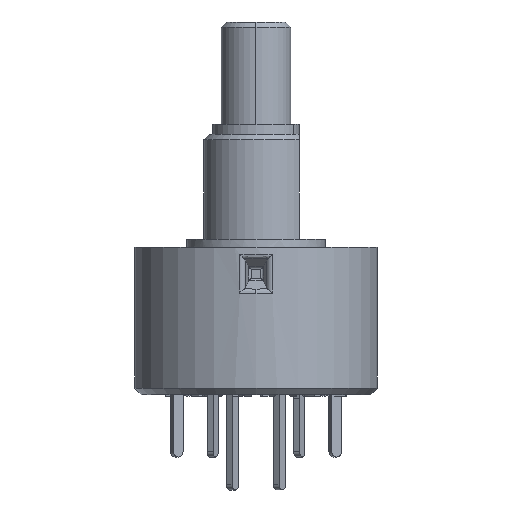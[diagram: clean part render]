
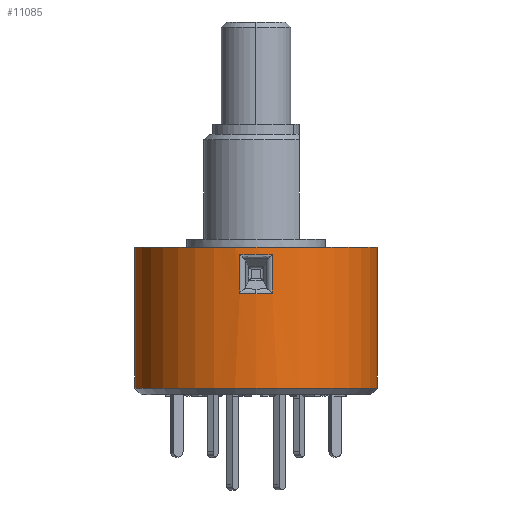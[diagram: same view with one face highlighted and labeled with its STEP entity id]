
A CAD part, left-side view. The second image highlights one B-rep face of the part: STEP entity #11085.
In plain terms, the highlighted cylindrical face has radius 7 mm (diameter 14 mm), a partial arc.
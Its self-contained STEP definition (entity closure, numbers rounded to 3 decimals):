
#40 = DIRECTION ( 'NONE',  ( 0., -1., 0. ) ) ;
#99 = CARTESIAN_POINT ( 'NONE',  ( 0., -7., -0.45 ) ) ;
#143 = CARTESIAN_POINT ( 'NONE',  ( 0., 0., -0.45 ) ) ;
#1295 = VERTEX_POINT ( 'NONE', #8188 ) ;
#1499 = VECTOR ( 'NONE', #6387, 1000. ) ;
#1838 = CARTESIAN_POINT ( 'NONE',  ( -6.979, 0.627, -3.117 ) ) ;
#2168 = CARTESIAN_POINT ( 'NONE',  ( 0., 7., -8.574 ) ) ;
#2222 = CARTESIAN_POINT ( 'NONE',  ( 0., 7., -0.45 ) ) ;
#2366 = AXIS2_PLACEMENT_3D ( 'NONE', #143, #2638, #2959 ) ;
#2536 =( BOUNDED_CURVE ( )  B_SPLINE_CURVE ( 3, ( #5334, #13974, #8858, #15136 ),
 .UNSPECIFIED., .F., .T. ) 
 B_SPLINE_CURVE_WITH_KNOTS ( ( 4, 4 ),
 ( 6.149, 6.283 ),
 .UNSPECIFIED. ) 
 CURVE ( )  GEOMETRIC_REPRESENTATION_ITEM ( )  RATIONAL_B_SPLINE_CURVE ( ( 1., 0.998, 0.998, 1. ) ) 
 REPRESENTATION_ITEM ( '' )  );
#2556 = CARTESIAN_POINT ( 'NONE',  ( -7., 0., -3.129 ) ) ;
#2638 = DIRECTION ( 'NONE',  ( 0., 0., -1. ) ) ;
#2916 = ORIENTED_EDGE ( 'NONE', *, *, #5269, .T. ) ;
#2959 = DIRECTION ( 'NONE',  ( 0., 1., 0. ) ) ;
#3157 = LINE ( 'NONE', #7660, #15506 ) ;
#3187 = EDGE_CURVE ( 'NONE', #9087, #11428, #5589, .T. ) ;
#3255 = ORIENTED_EDGE ( 'NONE', *, *, #3702, .T. ) ;
#3415 = FACE_OUTER_BOUND ( 'NONE', #11878, .T. ) ;
#3702 = EDGE_CURVE ( 'NONE', #9087, #5111, #15189, .T. ) ;
#3822 = EDGE_CURVE ( 'NONE', #9564, #8312, #6507, .T. ) ;
#4109 = DIRECTION ( 'NONE',  ( 0., 0., 1. ) ) ;
#4150 = CARTESIAN_POINT ( 'NONE',  ( -7., 0.314, -3.129 ) ) ;
#4464 = ORIENTED_EDGE ( 'NONE', *, *, #7597, .T. ) ;
#4480 = ORIENTED_EDGE ( 'NONE', *, *, #12269, .F. ) ;
#4598 = CARTESIAN_POINT ( 'NONE',  ( 0., -7., -8.574 ) ) ;
#4782 =( BOUNDED_CURVE ( )  B_SPLINE_CURVE ( 3, ( #6003, #5942, #12261, #7242 ),
 .UNSPECIFIED., .F., .T. ) 
 B_SPLINE_CURVE_WITH_KNOTS ( ( 4, 4 ),
 ( 3.007, 3.276 ),
 .UNSPECIFIED. ) 
 CURVE ( )  GEOMETRIC_REPRESENTATION_ITEM ( )  RATIONAL_B_SPLINE_CURVE ( ( 1., 0.994, 0.994, 1. ) ) 
 REPRESENTATION_ITEM ( '' )  );
#5111 = VERTEX_POINT ( 'NONE', #2168 ) ;
#5269 = EDGE_CURVE ( 'NONE', #5111, #15080, #8352, .T. ) ;
#5334 = CARTESIAN_POINT ( 'NONE',  ( -6.937, -0.938, -3.094 ) ) ;
#5357 = CARTESIAN_POINT ( 'NONE',  ( -6.937, 0.938, -0.45 ) ) ;
#5589 = CIRCLE ( 'NONE', #12567, 7. ) ;
#5942 = CARTESIAN_POINT ( 'NONE',  ( -7.021, 0.315, -0.841 ) ) ;
#6003 = CARTESIAN_POINT ( 'NONE',  ( -6.937, 0.938, -0.888 ) ) ;
#6196 = ORIENTED_EDGE ( 'NONE', *, *, #3822, .T. ) ;
#6387 = DIRECTION ( 'NONE',  ( 0., 0., -1. ) ) ;
#6507 = LINE ( 'NONE', #5357, #12882 ) ;
#6530 = ORIENTED_EDGE ( 'NONE', *, *, #15866, .T. ) ;
#6776 = ORIENTED_EDGE ( 'NONE', *, *, #3187, .F. ) ;
#6930 = CARTESIAN_POINT ( 'NONE',  ( 0., 0., -0.45 ) ) ;
#7242 = CARTESIAN_POINT ( 'NONE',  ( -6.937, -0.938, -0.888 ) ) ;
#7597 = EDGE_CURVE ( 'NONE', #12768, #13427, #2536, .T. ) ;
#7660 = CARTESIAN_POINT ( 'NONE',  ( -6.937, -0.938, -0.45 ) ) ;
#8094 = DIRECTION ( 'NONE',  ( 0., 0., 1. ) ) ;
#8188 = CARTESIAN_POINT ( 'NONE',  ( -6.937, -0.938, -0.888 ) ) ;
#8312 = VERTEX_POINT ( 'NONE', #13084 ) ;
#8352 = CIRCLE ( 'NONE', #15114, 7. ) ;
#8782 = CYLINDRICAL_SURFACE ( 'NONE', #2366, 7. ) ;
#8858 = CARTESIAN_POINT ( 'NONE',  ( -7., -0.314, -3.129 ) ) ;
#9087 = VERTEX_POINT ( 'NONE', #9654 ) ;
#9564 = VERTEX_POINT ( 'NONE', #15643 ) ;
#9654 = CARTESIAN_POINT ( 'NONE',  ( 0., 7., -0.45 ) ) ;
#10025 = ORIENTED_EDGE ( 'NONE', *, *, #11515, .T. ) ;
#10465 = CARTESIAN_POINT ( 'NONE',  ( -7., 0., -3.129 ) ) ;
#11085 = ADVANCED_FACE ( 'NONE', ( #3415, #15577 ), #8782, .T. ) ;
#11236 = DIRECTION ( 'NONE',  ( 0., 0., -1. ) ) ;
#11344 = LINE ( 'NONE', #99, #1499 ) ;
#11428 = VERTEX_POINT ( 'NONE', #15585 ) ;
#11515 = EDGE_CURVE ( 'NONE', #8312, #1295, #4782, .T. ) ;
#11552 = ORIENTED_EDGE ( 'NONE', *, *, #12859, .T. ) ;
#11878 = EDGE_LOOP ( 'NONE', ( #4480, #6776, #3255, #2916 ) ) ;
#12261 = CARTESIAN_POINT ( 'NONE',  ( -7.021, -0.315, -0.841 ) ) ;
#12269 = EDGE_CURVE ( 'NONE', #11428, #15080, #11344, .T. ) ;
#12567 = AXIS2_PLACEMENT_3D ( 'NONE', #6930, #8094, #15541 ) ;
#12768 = VERTEX_POINT ( 'NONE', #13774 ) ;
#12859 = EDGE_CURVE ( 'NONE', #13427, #9564, #15874, .T. ) ;
#12882 = VECTOR ( 'NONE', #4109, 1000. ) ;
#13084 = CARTESIAN_POINT ( 'NONE',  ( -6.937, 0.938, -0.888 ) ) ;
#13427 = VERTEX_POINT ( 'NONE', #2556 ) ;
#13774 = CARTESIAN_POINT ( 'NONE',  ( -6.937, -0.938, -3.094 ) ) ;
#13974 = CARTESIAN_POINT ( 'NONE',  ( -6.979, -0.627, -3.117 ) ) ;
#14147 = CARTESIAN_POINT ( 'NONE',  ( -6.937, 0.938, -3.094 ) ) ;
#14434 = VECTOR ( 'NONE', #14601, 1000. ) ;
#14601 = DIRECTION ( 'NONE',  ( 0., 0., -1. ) ) ;
#14746 = DIRECTION ( 'NONE',  ( 0., 0., 1. ) ) ;
#14839 = CARTESIAN_POINT ( 'NONE',  ( 0., 0., -8.574 ) ) ;
#15080 = VERTEX_POINT ( 'NONE', #4598 ) ;
#15114 = AXIS2_PLACEMENT_3D ( 'NONE', #14839, #14746, #40 ) ;
#15136 = CARTESIAN_POINT ( 'NONE',  ( -7., 0., -3.129 ) ) ;
#15189 = LINE ( 'NONE', #2222, #14434 ) ;
#15506 = VECTOR ( 'NONE', #11236, 1000. ) ;
#15541 = DIRECTION ( 'NONE',  ( 0., -1., 0. ) ) ;
#15577 = FACE_BOUND ( 'NONE', #15841, .T. ) ;
#15585 = CARTESIAN_POINT ( 'NONE',  ( 0., -7., -0.45 ) ) ;
#15643 = CARTESIAN_POINT ( 'NONE',  ( -6.937, 0.938, -3.094 ) ) ;
#15841 = EDGE_LOOP ( 'NONE', ( #4464, #11552, #6196, #10025, #6530 ) ) ;
#15866 = EDGE_CURVE ( 'NONE', #1295, #12768, #3157, .T. ) ;
#15874 =( BOUNDED_CURVE ( )  B_SPLINE_CURVE ( 3, ( #10465, #4150, #1838, #14147 ),
 .UNSPECIFIED., .F., .F. ) 
 B_SPLINE_CURVE_WITH_KNOTS ( ( 4, 4 ),
 ( 0., 0.134 ),
 .UNSPECIFIED. ) 
 CURVE ( )  GEOMETRIC_REPRESENTATION_ITEM ( )  RATIONAL_B_SPLINE_CURVE ( ( 1., 0.998, 0.998, 1. ) ) 
 REPRESENTATION_ITEM ( '' )  );
